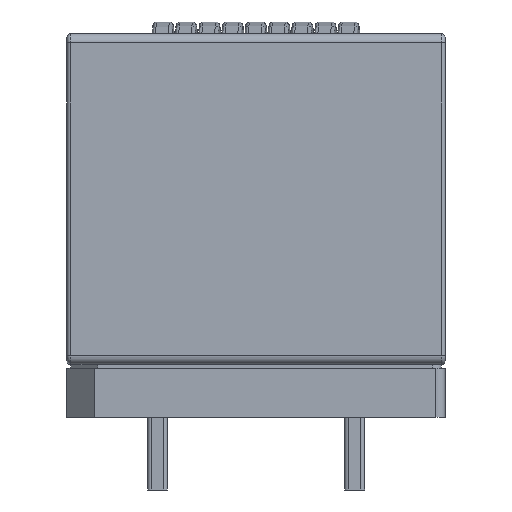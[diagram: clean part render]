
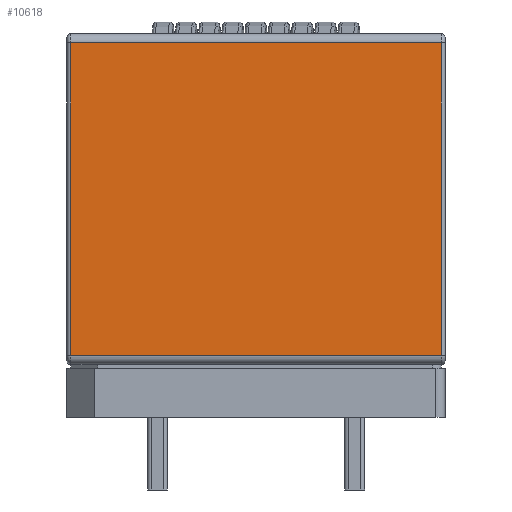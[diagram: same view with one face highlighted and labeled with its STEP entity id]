
A CAD part, left-side view. The second image highlights one B-rep face of the part: STEP entity #10618.
In plain terms, the highlighted planar face has unit normal (-1, 0, 0).
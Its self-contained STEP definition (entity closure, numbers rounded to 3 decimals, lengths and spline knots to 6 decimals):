
#1028=PLANE('',#11044);
#1300=LINE('',#14084,#1973);
#1622=LINE('',#16305,#2295);
#1623=LINE('',#16307,#2296);
#1624=LINE('',#16309,#2297);
#1973=VECTOR('',#11626,1.);
#2295=VECTOR('',#12304,1.);
#2296=VECTOR('',#12305,1.);
#2297=VECTOR('',#12306,1.);
#3822=ORIENTED_EDGE('',*,*,#5285,.F.);
#3823=ORIENTED_EDGE('',*,*,#5286,.T.);
#3824=ORIENTED_EDGE('',*,*,#5287,.T.);
#3825=ORIENTED_EDGE('',*,*,#4898,.T.);
#4898=EDGE_CURVE('',#5910,#5911,#1300,.T.);
#5285=EDGE_CURVE('',#6120,#5911,#1622,.T.);
#5286=EDGE_CURVE('',#6120,#6121,#1623,.T.);
#5287=EDGE_CURVE('',#6121,#5910,#1624,.T.);
#5910=VERTEX_POINT('',#14077);
#5911=VERTEX_POINT('',#14081);
#6120=VERTEX_POINT('',#16306);
#6121=VERTEX_POINT('',#16308);
#6715=EDGE_LOOP('',(#3822,#3823,#3824,#3825));
#7206=FACE_BOUND('',#6715,.T.);
#10618=ADVANCED_FACE('',(#7206),#1028,.T.);
#11044=AXIS2_PLACEMENT_3D('',#16304,#12302,#12303);
#11626=DIRECTION('',(0.,0.,1.));
#12302=DIRECTION('',(-1.,0.,0.));
#12303=DIRECTION('',(0.,0.,1.));
#12304=DIRECTION('',(0.,-1.,0.));
#12305=DIRECTION('',(0.,0.,-1.));
#12306=DIRECTION('',(0.,-1.,0.));
#14077=CARTESIAN_POINT('',(-0.0125,-0.0102,0.00205));
#14081=CARTESIAN_POINT('',(-0.0125,-0.0102,0.01925));
#14084=CARTESIAN_POINT('',(-0.0125,-0.0102,0.01925));
#16304=CARTESIAN_POINT('',(-0.0125,0.0104,0.01975));
#16305=CARTESIAN_POINT('',(-0.0125,0.0104,0.01925));
#16306=CARTESIAN_POINT('',(-0.0125,0.0102,0.01925));
#16307=CARTESIAN_POINT('',(-0.0125,0.0102,0.00205));
#16308=CARTESIAN_POINT('',(-0.0125,0.0102,0.00205));
#16309=CARTESIAN_POINT('',(-0.0125,0.0104,0.00205));
